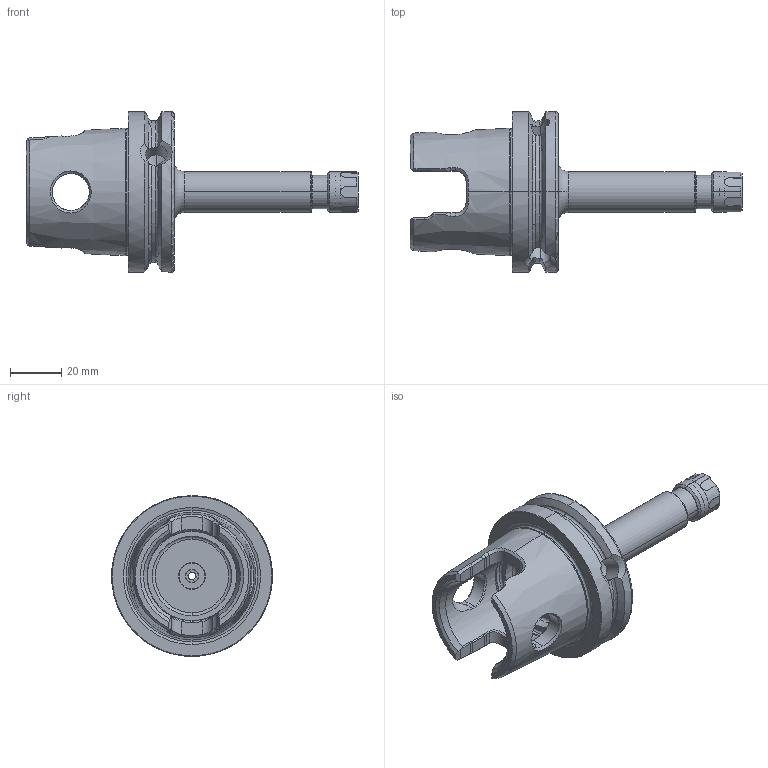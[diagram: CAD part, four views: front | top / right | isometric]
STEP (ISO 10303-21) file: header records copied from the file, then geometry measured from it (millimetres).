
FILE_DESCRIPTION (( 'STEP AP203' ), '1' );
FILE_NAME ('KY6-E11.K01.090.STEP', '2014-05-16T04:52:10', ( 'SwiAdmin' ), ( '' ), 'SwSTEP 2.0', 'SolidWorks 2012', '' );
FILE_SCHEMA (( 'CONFIG_CONTROL_DESIGN' ));
Length unit declared in the file: millimetre
Products named in the file (4): KY6-E11.K01.090_B; E11-ER1.001.012; ERU-AN2.K01.016_A; KY6-E11.K01.090
Assembly tree (3 placements, depth 2):
  KY6-E11.K01.090
    KY6-E11.K01.090_B
    E11-ER1.001.012
    ERU-AN2.K01.016_A
Bounding box: 129.95 x 62.95 x 62.95 mm (x, y, z)
Volume: 89656.1 mm3; surface area: 26199.7 mm2
Topology: 3 solids, 3 shells, 316 faces, 798 edges, 489 vertices
Faces by surface type: plane 101, cylinder 69, cone 62, bspline 50, torus 34
Entity records: 12434 total; most frequent: CARTESIAN_POINT 5017, ORIENTED_EDGE 1584, DIRECTION 1286, EDGE_CURVE 792, AXIS2_PLACEMENT_3D 510, VERTEX_POINT 489, EDGE_LOOP 333, FACE_OUTER_BOUND 316
